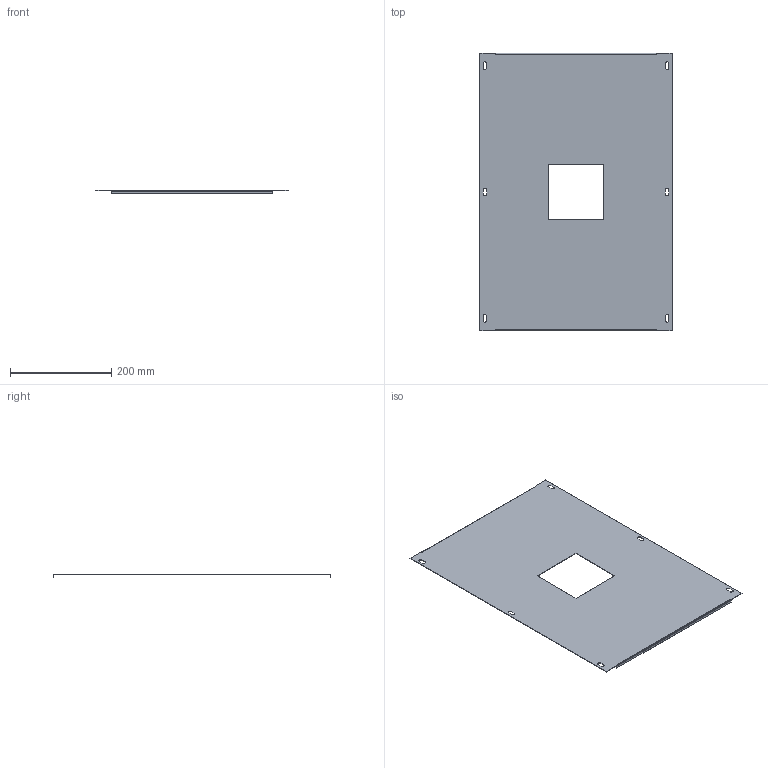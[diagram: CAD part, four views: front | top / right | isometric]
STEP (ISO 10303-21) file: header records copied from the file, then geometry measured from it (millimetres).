
FILE_DESCRIPTION (( 'STEP AP214' ), '1' );
FILE_NAME ('YKV-PVA-36-45-550 Ïàíåëü ÂÀ 88-35 ê ÂÐÓ-õ õõ.45.õõ 36 TITAN (H=550) ê-ò 2 øò..STEP', '2020-02-20T08:41:09', ( '' ), ( '' ), 'SwSTEP 2.0', 'SolidWorks 2017', '' );
FILE_SCHEMA (( 'AUTOMOTIVE_DESIGN' ));
Length unit declared in the file: millimetre
Products named in the file (1): YKV-PVA-36-45-550 Ïàíåëü ÂÀ 88-35 ê ÂÐÓ-õ õõ.45.õõ 36 TITAN (H=550) ê-ò 2 øò.
Bounding box: 380 x 549 x 6.5 mm (x, y, z)
Volume: 199280.1 mm3; surface area: 401107.7 mm2
Topology: 1 solids, 1 shells, 58 faces, 156 edges, 100 vertices
Faces by surface type: plane 42, cylinder 16
Entity records: 1862 total; most frequent: CARTESIAN_POINT 315, ORIENTED_EDGE 312, DIRECTION 310, EDGE_CURVE 156, LINE 120, VECTOR 120, VERTEX_POINT 100, AXIS2_PLACEMENT_3D 95
